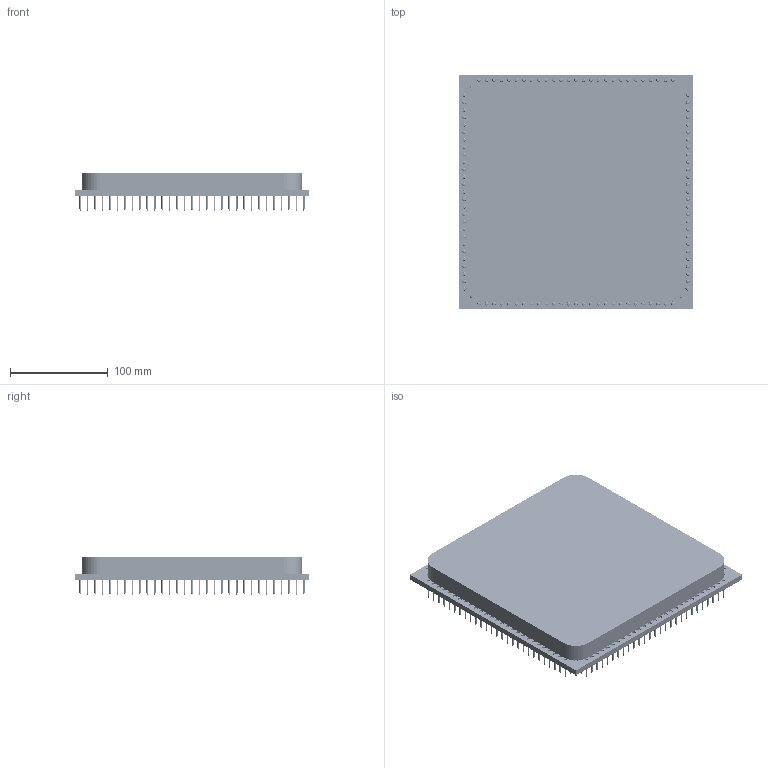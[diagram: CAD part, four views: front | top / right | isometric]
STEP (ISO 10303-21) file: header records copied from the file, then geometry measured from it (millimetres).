
FILE_DESCRIPTION(/* description */ (''),/* implementation_level */ '2;1');
FILE_NAME(/* name */ 'ASSEMBLY.step',/* time_stamp */ '2022-06-20T00:12:36+02:00',/* author */ (''),/* organization */ (''),/* preprocessor_version */ 'ST-DEVELOPER v19',/* originating_system */ 'Autodesk Translation Framework v11.7.0.108',/* authorisation */ '');
FILE_SCHEMA (('AUTOMOTIVE_DESIGN { 1 0 10303 214 3 1 1 }'));
Products named in the file (4): asm; pcb; nail; lid
Assembly tree (969 placements, depth 2):
  asm
    nail  x967
    pcb
    lid
Bounding box: 240 x 240 x 39.75 mm (x, y, z)
Volume: 1263740.3 mm3; surface area: 389296 mm2
Topology: 969 solids, 969 shells, 8646 faces, 13430 edges, 8631 vertices
Faces by surface type: plane 3861, cylinder 2851, cone 967, bspline 967
Full cylindrical faces by diameter (mm): 1.6 x967, 1.8 x940, 4 x940
Entity records: 87635 total; most frequent: DIRECTION 17120, CARTESIAN_POINT 13352, ORIENTED_EDGE 11404, AXIS2_PLACEMENT_3D 7596, EDGE_CURVE 5702, EDGE_LOOP 5673, VERTEX_POINT 3801, CIRCLE 3774
